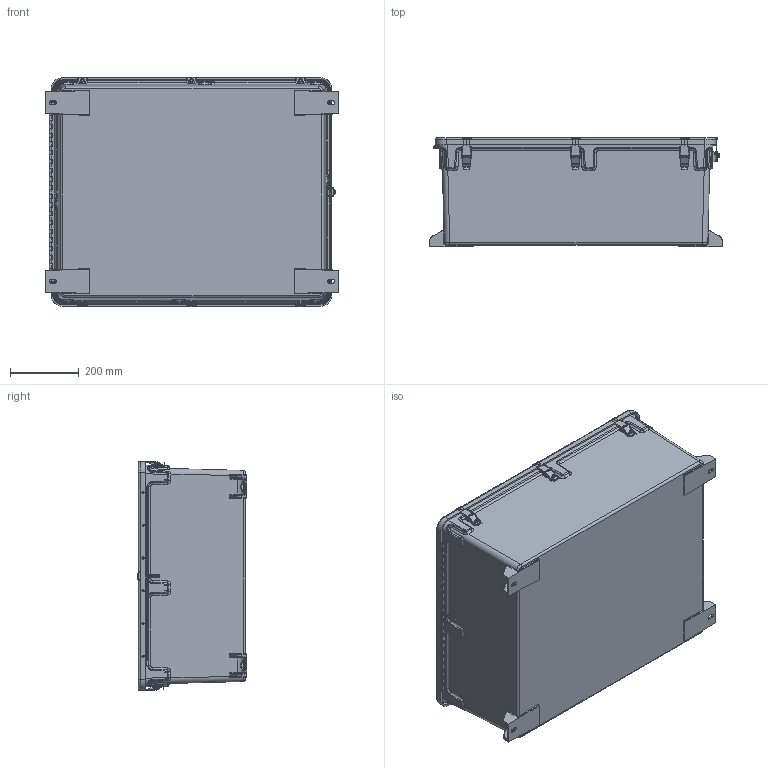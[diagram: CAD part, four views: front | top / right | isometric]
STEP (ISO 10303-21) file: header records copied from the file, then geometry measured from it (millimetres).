
FILE_DESCRIPTION (( 'STEP AP214' ), '1' );
FILE_NAME ('M2430HPLSL.STEP', '2020-10-06T16:26:01', ( '' ), ( '' ), 'SwSTEP 2.0', 'SolidWorks 2019', '' );
FILE_SCHEMA (( 'AUTOMOTIVE_DESIGN' ));
Length unit declared in the file: inch
Products named in the file (1): M2430HPLSL
Bounding box: 852.32 x 319.21 x 669.46 mm (x, y, z)
Volume: 10028150.1 mm3; surface area: 4121174 mm2
Topology: 52 solids, 52 shells, 4150 faces, 10320 edges, 6256 vertices
Faces by surface type: cylinder 1513, bspline 1290, plane 1264, cone 83
Full cylindrical faces by diameter (mm): 1.905 x6, 2.261 x6, 2.337 x1, 2.489 x2, 3.048 x22, 3.175 x32, 3.429 x54, 4.953 x12, 4.978 x12, 7.62 x12, 7.849 x4, 9.525 x6, 12.7 x4, 13.31 x1, 13.589 x1, 15.088 x1
Entity records: 186158 total; most frequent: CARTESIAN_POINT 97736, ORIENTED_EDGE 19810, DIRECTION 15559, EDGE_CURVE 9905, VERTEX_POINT 6188, AXIS2_PLACEMENT_3D 5630, EDGE_LOOP 4779, FACE_OUTER_BOUND 4377
